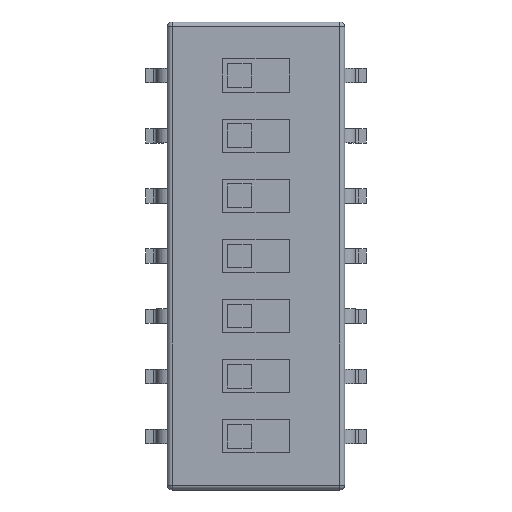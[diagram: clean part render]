
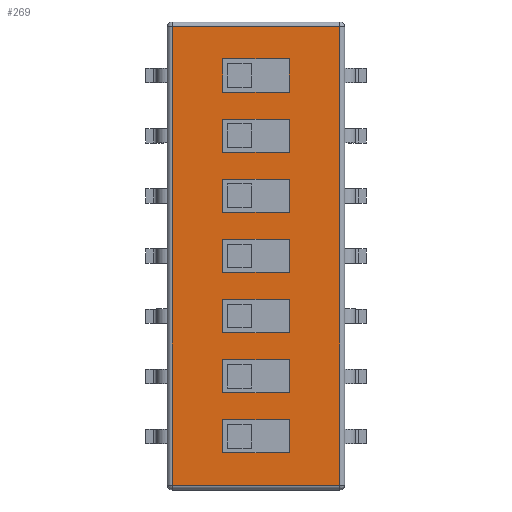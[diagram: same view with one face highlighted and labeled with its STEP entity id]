
A CAD part, top view. The second image highlights one B-rep face of the part: STEP entity #269.
In plain terms, the highlighted planar face has unit normal (0, 0, 1).
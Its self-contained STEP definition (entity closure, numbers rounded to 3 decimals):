
#13=DIRECTION('',(0.,0.,1.));
#14=DIRECTION('',(1.,0.,0.));
#89=VECTOR('',#90,1.);
#90=DIRECTION('',(0.,1.,0.));
#114=DIRECTION('',(-1.,0.,0.));
#155=VERTEX_POINT('',#156);
#156=CARTESIAN_POINT('',(-3.545,-9.68,4.45));
#161=EDGE_CURVE('',#155,#162,#164,.T.);
#162=VERTEX_POINT('',#163);
#163=CARTESIAN_POINT('',(-3.545,9.68,4.45));
#164=LINE('',#165,#89);
#165=CARTESIAN_POINT('',(-3.545,-9.88,4.45));
#225=VECTOR('',#14,1.);
#269=ADVANCED_FACE('',(#270,#289,#316,#342,#368,#394,#420,#446),#472,.T.);
#270=FACE_BOUND('',#271,.T.);
#271=EDGE_LOOP('',(#272,#273,#279,#285));
#272=ORIENTED_EDGE('',*,*,#161,.F.);
#273=ORIENTED_EDGE('',*,*,#274,.T.);
#274=EDGE_CURVE('',#155,#275,#277,.T.);
#275=VERTEX_POINT('',#276);
#276=CARTESIAN_POINT('',(3.545,-9.68,4.45));
#277=LINE('',#278,#225);
#278=CARTESIAN_POINT('',(-3.745,-9.68,4.45));
#279=ORIENTED_EDGE('',*,*,#280,.T.);
#280=EDGE_CURVE('',#275,#281,#283,.T.);
#281=VERTEX_POINT('',#282);
#282=CARTESIAN_POINT('',(3.545,9.68,4.45));
#283=LINE('',#284,#89);
#284=CARTESIAN_POINT('',(3.545,-9.88,4.45));
#285=ORIENTED_EDGE('',*,*,#286,.F.);
#286=EDGE_CURVE('',#162,#281,#287,.T.);
#287=LINE('',#288,#225);
#288=CARTESIAN_POINT('',(-3.745,9.68,4.45));
#289=FACE_BOUND('',#290,.T.);
#290=EDGE_LOOP('',(#291,#300,#306,#312));
#291=ORIENTED_EDGE('',*,*,#292,.T.);
#292=EDGE_CURVE('',#293,#295,#297,.T.);
#293=VERTEX_POINT('',#294);
#294=CARTESIAN_POINT('',(1.4,-8.32,4.45));
#295=VERTEX_POINT('',#296);
#296=CARTESIAN_POINT('',(-1.4,-8.32,4.45));
#297=LINE('',#298,#299);
#298=CARTESIAN_POINT('',(-2.573,-8.32,4.45));
#299=VECTOR('',#114,1.);
#300=ORIENTED_EDGE('',*,*,#301,.T.);
#301=EDGE_CURVE('',#295,#302,#304,.T.);
#302=VERTEX_POINT('',#303);
#303=CARTESIAN_POINT('',(-1.4,-6.92,4.45));
#304=LINE('',#305,#89);
#305=CARTESIAN_POINT('',(-1.4,-9.1,4.45));
#306=ORIENTED_EDGE('',*,*,#307,.F.);
#307=EDGE_CURVE('',#308,#302,#310,.T.);
#308=VERTEX_POINT('',#309);
#309=CARTESIAN_POINT('',(1.4,-6.92,4.45));
#310=LINE('',#311,#299);
#311=CARTESIAN_POINT('',(-2.573,-6.92,4.45));
#312=ORIENTED_EDGE('',*,*,#313,.F.);
#313=EDGE_CURVE('',#293,#308,#314,.T.);
#314=LINE('',#315,#89);
#315=CARTESIAN_POINT('',(1.4,-9.1,4.45));
#316=FACE_BOUND('',#317,.T.);
#317=EDGE_LOOP('',(#318,#326,#332,#338));
#318=ORIENTED_EDGE('',*,*,#319,.T.);
#319=EDGE_CURVE('',#320,#322,#324,.T.);
#320=VERTEX_POINT('',#321);
#321=CARTESIAN_POINT('',(1.4,-5.78,4.45));
#322=VERTEX_POINT('',#323);
#323=CARTESIAN_POINT('',(-1.4,-5.78,4.45));
#324=LINE('',#325,#299);
#325=CARTESIAN_POINT('',(-2.573,-5.78,4.45));
#326=ORIENTED_EDGE('',*,*,#327,.T.);
#327=EDGE_CURVE('',#322,#328,#330,.T.);
#328=VERTEX_POINT('',#329);
#329=CARTESIAN_POINT('',(-1.4,-4.38,4.45));
#330=LINE('',#331,#89);
#331=CARTESIAN_POINT('',(-1.4,-7.83,4.45));
#332=ORIENTED_EDGE('',*,*,#333,.F.);
#333=EDGE_CURVE('',#334,#328,#336,.T.);
#334=VERTEX_POINT('',#335);
#335=CARTESIAN_POINT('',(1.4,-4.38,4.45));
#336=LINE('',#337,#299);
#337=CARTESIAN_POINT('',(-2.573,-4.38,4.45));
#338=ORIENTED_EDGE('',*,*,#339,.F.);
#339=EDGE_CURVE('',#320,#334,#340,.T.);
#340=LINE('',#341,#89);
#341=CARTESIAN_POINT('',(1.4,-7.83,4.45));
#342=FACE_BOUND('',#343,.T.);
#343=EDGE_LOOP('',(#344,#352,#358,#364));
#344=ORIENTED_EDGE('',*,*,#345,.T.);
#345=EDGE_CURVE('',#346,#348,#350,.T.);
#346=VERTEX_POINT('',#347);
#347=CARTESIAN_POINT('',(1.4,-3.24,4.45));
#348=VERTEX_POINT('',#349);
#349=CARTESIAN_POINT('',(-1.4,-3.24,4.45));
#350=LINE('',#351,#299);
#351=CARTESIAN_POINT('',(-2.573,-3.24,4.45));
#352=ORIENTED_EDGE('',*,*,#353,.T.);
#353=EDGE_CURVE('',#348,#354,#356,.T.);
#354=VERTEX_POINT('',#355);
#355=CARTESIAN_POINT('',(-1.4,-1.84,4.45));
#356=LINE('',#357,#89);
#357=CARTESIAN_POINT('',(-1.4,-6.56,4.45));
#358=ORIENTED_EDGE('',*,*,#359,.F.);
#359=EDGE_CURVE('',#360,#354,#362,.T.);
#360=VERTEX_POINT('',#361);
#361=CARTESIAN_POINT('',(1.4,-1.84,4.45));
#362=LINE('',#363,#299);
#363=CARTESIAN_POINT('',(-2.573,-1.84,4.45));
#364=ORIENTED_EDGE('',*,*,#365,.F.);
#365=EDGE_CURVE('',#346,#360,#366,.T.);
#366=LINE('',#367,#89);
#367=CARTESIAN_POINT('',(1.4,-6.56,4.45));
#368=FACE_BOUND('',#369,.T.);
#369=EDGE_LOOP('',(#370,#378,#384,#390));
#370=ORIENTED_EDGE('',*,*,#371,.T.);
#371=EDGE_CURVE('',#372,#374,#376,.T.);
#372=VERTEX_POINT('',#373);
#373=CARTESIAN_POINT('',(1.4,-0.7,4.45));
#374=VERTEX_POINT('',#375);
#375=CARTESIAN_POINT('',(-1.4,-0.7,4.45));
#376=LINE('',#377,#299);
#377=CARTESIAN_POINT('',(-2.573,-0.7,4.45));
#378=ORIENTED_EDGE('',*,*,#379,.T.);
#379=EDGE_CURVE('',#374,#380,#382,.T.);
#380=VERTEX_POINT('',#381);
#381=CARTESIAN_POINT('',(-1.4,0.7,4.45));
#382=LINE('',#383,#89);
#383=CARTESIAN_POINT('',(-1.4,-5.29,4.45));
#384=ORIENTED_EDGE('',*,*,#385,.F.);
#385=EDGE_CURVE('',#386,#380,#388,.T.);
#386=VERTEX_POINT('',#387);
#387=CARTESIAN_POINT('',(1.4,0.7,4.45));
#388=LINE('',#389,#299);
#389=CARTESIAN_POINT('',(-2.573,0.7,4.45));
#390=ORIENTED_EDGE('',*,*,#391,.F.);
#391=EDGE_CURVE('',#372,#386,#392,.T.);
#392=LINE('',#393,#89);
#393=CARTESIAN_POINT('',(1.4,-5.29,4.45));
#394=FACE_BOUND('',#395,.T.);
#395=EDGE_LOOP('',(#396,#404,#410,#416));
#396=ORIENTED_EDGE('',*,*,#397,.T.);
#397=EDGE_CURVE('',#398,#400,#402,.T.);
#398=VERTEX_POINT('',#399);
#399=CARTESIAN_POINT('',(1.4,1.84,4.45));
#400=VERTEX_POINT('',#401);
#401=CARTESIAN_POINT('',(-1.4,1.84,4.45));
#402=LINE('',#403,#299);
#403=CARTESIAN_POINT('',(-2.573,1.84,4.45));
#404=ORIENTED_EDGE('',*,*,#405,.T.);
#405=EDGE_CURVE('',#400,#406,#408,.T.);
#406=VERTEX_POINT('',#407);
#407=CARTESIAN_POINT('',(-1.4,3.24,4.45));
#408=LINE('',#409,#89);
#409=CARTESIAN_POINT('',(-1.4,-4.02,4.45));
#410=ORIENTED_EDGE('',*,*,#411,.F.);
#411=EDGE_CURVE('',#412,#406,#414,.T.);
#412=VERTEX_POINT('',#413);
#413=CARTESIAN_POINT('',(1.4,3.24,4.45));
#414=LINE('',#415,#299);
#415=CARTESIAN_POINT('',(-2.573,3.24,4.45));
#416=ORIENTED_EDGE('',*,*,#417,.F.);
#417=EDGE_CURVE('',#398,#412,#418,.T.);
#418=LINE('',#419,#89);
#419=CARTESIAN_POINT('',(1.4,-4.02,4.45));
#420=FACE_BOUND('',#421,.T.);
#421=EDGE_LOOP('',(#422,#430,#436,#442));
#422=ORIENTED_EDGE('',*,*,#423,.T.);
#423=EDGE_CURVE('',#424,#426,#428,.T.);
#424=VERTEX_POINT('',#425);
#425=CARTESIAN_POINT('',(1.4,4.38,4.45));
#426=VERTEX_POINT('',#427);
#427=CARTESIAN_POINT('',(-1.4,4.38,4.45));
#428=LINE('',#429,#299);
#429=CARTESIAN_POINT('',(-2.573,4.38,4.45));
#430=ORIENTED_EDGE('',*,*,#431,.T.);
#431=EDGE_CURVE('',#426,#432,#434,.T.);
#432=VERTEX_POINT('',#433);
#433=CARTESIAN_POINT('',(-1.4,5.78,4.45));
#434=LINE('',#435,#89);
#435=CARTESIAN_POINT('',(-1.4,-2.75,4.45));
#436=ORIENTED_EDGE('',*,*,#437,.F.);
#437=EDGE_CURVE('',#438,#432,#440,.T.);
#438=VERTEX_POINT('',#439);
#439=CARTESIAN_POINT('',(1.4,5.78,4.45));
#440=LINE('',#441,#299);
#441=CARTESIAN_POINT('',(-2.573,5.78,4.45));
#442=ORIENTED_EDGE('',*,*,#443,.F.);
#443=EDGE_CURVE('',#424,#438,#444,.T.);
#444=LINE('',#445,#89);
#445=CARTESIAN_POINT('',(1.4,-2.75,4.45));
#446=FACE_BOUND('',#447,.T.);
#447=EDGE_LOOP('',(#448,#456,#462,#468));
#448=ORIENTED_EDGE('',*,*,#449,.T.);
#449=EDGE_CURVE('',#450,#452,#454,.T.);
#450=VERTEX_POINT('',#451);
#451=CARTESIAN_POINT('',(1.4,6.92,4.45));
#452=VERTEX_POINT('',#453);
#453=CARTESIAN_POINT('',(-1.4,6.92,4.45));
#454=LINE('',#455,#299);
#455=CARTESIAN_POINT('',(-2.573,6.92,4.45));
#456=ORIENTED_EDGE('',*,*,#457,.T.);
#457=EDGE_CURVE('',#452,#458,#460,.T.);
#458=VERTEX_POINT('',#459);
#459=CARTESIAN_POINT('',(-1.4,8.32,4.45));
#460=LINE('',#461,#89);
#461=CARTESIAN_POINT('',(-1.4,-1.48,4.45));
#462=ORIENTED_EDGE('',*,*,#463,.F.);
#463=EDGE_CURVE('',#464,#458,#466,.T.);
#464=VERTEX_POINT('',#465);
#465=CARTESIAN_POINT('',(1.4,8.32,4.45));
#466=LINE('',#467,#299);
#467=CARTESIAN_POINT('',(-2.573,8.32,4.45));
#468=ORIENTED_EDGE('',*,*,#469,.F.);
#469=EDGE_CURVE('',#450,#464,#470,.T.);
#470=LINE('',#471,#89);
#471=CARTESIAN_POINT('',(1.4,-1.48,4.45));
#472=PLANE('',#473);
#473=AXIS2_PLACEMENT_3D('',#474,#13,#14);
#474=CARTESIAN_POINT('',(-3.745,-9.88,4.45));
